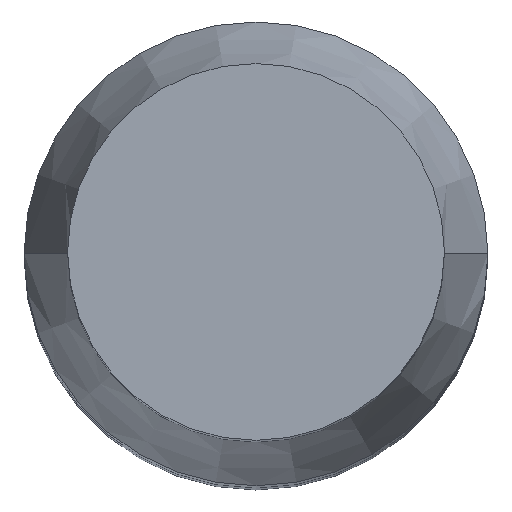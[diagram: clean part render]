
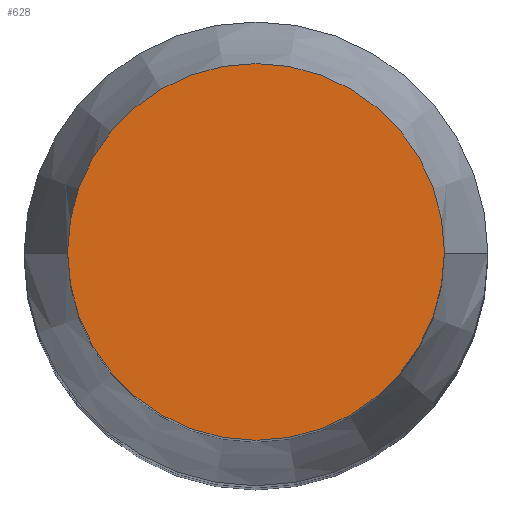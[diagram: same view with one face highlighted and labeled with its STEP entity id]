
A CAD part, top view. The second image highlights one B-rep face of the part: STEP entity #628.
In plain terms, the highlighted planar face has unit normal (0, 0, 1).
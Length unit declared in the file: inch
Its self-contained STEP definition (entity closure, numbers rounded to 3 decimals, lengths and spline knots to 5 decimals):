
#36 = CARTESIAN_POINT ( 'NONE',  ( 0., 0., 0. ) ) ;
#51 = CARTESIAN_POINT ( 'NONE',  ( 0., 0., 0. ) ) ;
#78 = CIRCLE ( 'NONE', #437, 0.10155 ) ;
#191 = DIRECTION ( 'NONE',  ( 0., 0., 1. ) ) ;
#193 = EDGE_CURVE ( 'NONE', #581, #897, #614, .T. ) ;
#256 = DIRECTION ( 'NONE',  ( 1., 0., 0. ) ) ;
#329 = PLANE ( 'NONE',  #340 ) ;
#340 = AXIS2_PLACEMENT_3D ( 'NONE', #36, #389, #605 ) ;
#361 = CARTESIAN_POINT ( 'NONE',  ( 0.10155, 0., 0. ) ) ;
#389 = DIRECTION ( 'NONE',  ( 0., 0., -1. ) ) ;
#437 = AXIS2_PLACEMENT_3D ( 'NONE', #504, #191, #256 ) ;
#449 = ORIENTED_EDGE ( 'NONE', *, *, #193, .T. ) ;
#504 = CARTESIAN_POINT ( 'NONE',  ( 0., 0., 0. ) ) ;
#526 = EDGE_LOOP ( 'NONE', ( #899, #449 ) ) ;
#540 = CARTESIAN_POINT ( 'NONE',  ( -0.10155, 0., 0. ) ) ;
#581 = VERTEX_POINT ( 'NONE', #540 ) ;
#605 = DIRECTION ( 'NONE',  ( 1., 0., 0. ) ) ;
#614 = CIRCLE ( 'NONE', #941, 0.10155 ) ;
#628 = ADVANCED_FACE ( 'NONE', ( #783 ), #329, .F. ) ;
#652 = DIRECTION ( 'NONE',  ( 1., 0., 0. ) ) ;
#783 = FACE_OUTER_BOUND ( 'NONE', #526, .T. ) ;
#791 = EDGE_CURVE ( 'NONE', #897, #581, #78, .T. ) ;
#897 = VERTEX_POINT ( 'NONE', #361 ) ;
#899 = ORIENTED_EDGE ( 'NONE', *, *, #791, .T. ) ;
#941 = AXIS2_PLACEMENT_3D ( 'NONE', #51, #956, #652 ) ;
#956 = DIRECTION ( 'NONE',  ( 0., 0., 1. ) ) ;
